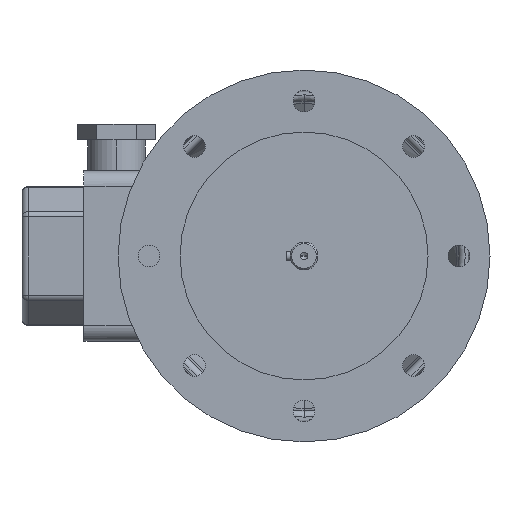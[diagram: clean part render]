
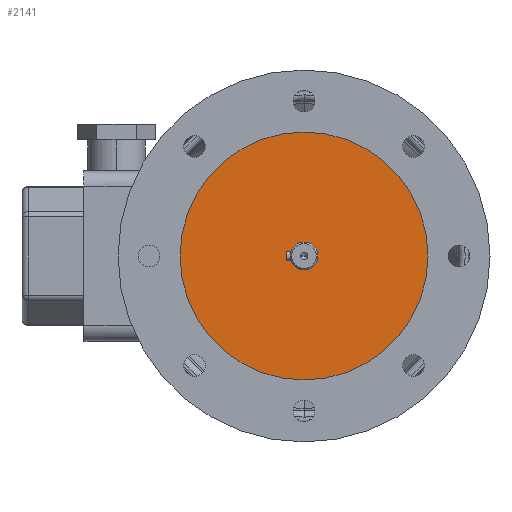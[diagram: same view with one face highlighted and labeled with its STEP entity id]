
A CAD part, left-side view. The second image highlights one B-rep face of the part: STEP entity #2141.
In plain terms, the highlighted face is planar.
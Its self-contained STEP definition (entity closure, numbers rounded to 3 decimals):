
#2058 = VERTEX_POINT ( 'NONE', #7195 ) ;
#2060 = EDGE_CURVE ( 'NONE', #2058, #2061, #7194, .T. ) ;
#2061 = VERTEX_POINT ( 'NONE', #7189 ) ;
#2135 = VERTEX_POINT ( 'NONE', #7263 ) ;
#2137 = EDGE_CURVE ( 'NONE', #2138, #2135, #7325, .T. ) ;
#2138 = VERTEX_POINT ( 'NONE', #7320 ) ;
#2141 = ADVANCED_FACE ( 'NONE', ( #7315, #7314 ), #7313, .F. ) ;
#2142 = EDGE_LOOP ( 'NONE', ( #2143, #2195 ) ) ;
#2143 = ORIENTED_EDGE ( 'NONE', *, *, #2137, .T. ) ;
#2195 = ORIENTED_EDGE ( 'NONE', *, *, #2196, .T. ) ;
#2196 = EDGE_CURVE ( 'NONE', #2135, #2138, #7419, .T. ) ;
#2197 = EDGE_LOOP ( 'NONE', ( #2198, #2200 ) ) ;
#2198 = ORIENTED_EDGE ( 'NONE', *, *, #2199, .F. ) ;
#2199 = EDGE_CURVE ( 'NONE', #2061, #2058, #7414, .T. ) ;
#2200 = ORIENTED_EDGE ( 'NONE', *, *, #2060, .F. ) ;
#7189 = CARTESIAN_POINT ( 'NONE',  ( 0., 23., -4.5 ) ) ;
#7190 = DIRECTION ( 'NONE',  ( 0., 0., -1. ) ) ;
#7191 = DIRECTION ( 'NONE',  ( 0., 1., 0. ) ) ;
#7192 = CARTESIAN_POINT ( 'NONE',  ( 0., 23., 0. ) ) ;
#7193 = AXIS2_PLACEMENT_3D ( 'NONE', #7192, #7191, #7190 ) ;
#7194 = CIRCLE ( 'NONE', #7193, 4.5 ) ;
#7195 = CARTESIAN_POINT ( 'NONE',  ( 0., 23., 4.5 ) ) ;
#7263 = CARTESIAN_POINT ( 'NONE',  ( 0., 23., -40. ) ) ;
#7309 = DIRECTION ( 'NONE',  ( 0., 0., -1. ) ) ;
#7310 = DIRECTION ( 'NONE',  ( 0., -1., 0. ) ) ;
#7311 = CARTESIAN_POINT ( 'NONE',  ( 0., 23., 0. ) ) ;
#7312 = AXIS2_PLACEMENT_3D ( 'NONE', #7311, #7310, #7309 ) ;
#7313 = PLANE ( 'NONE',  #7312 ) ;
#7314 = FACE_BOUND ( 'NONE', #2197, .T. ) ;
#7315 = FACE_OUTER_BOUND ( 'NONE', #2142, .T. ) ;
#7320 = CARTESIAN_POINT ( 'NONE',  ( 0., 23., 40. ) ) ;
#7321 = DIRECTION ( 'NONE',  ( 0., 0., 1. ) ) ;
#7322 = DIRECTION ( 'NONE',  ( 0., 1., 0. ) ) ;
#7323 = CARTESIAN_POINT ( 'NONE',  ( 0., 23., 0. ) ) ;
#7324 = AXIS2_PLACEMENT_3D ( 'NONE', #7323, #7322, #7321 ) ;
#7325 = CIRCLE ( 'NONE', #7324, 40. ) ;
#7410 = DIRECTION ( 'NONE',  ( 0., 0., -1. ) ) ;
#7411 = DIRECTION ( 'NONE',  ( 0., 1., 0. ) ) ;
#7412 = CARTESIAN_POINT ( 'NONE',  ( 0., 23., 0. ) ) ;
#7413 = AXIS2_PLACEMENT_3D ( 'NONE', #7412, #7411, #7410 ) ;
#7414 = CIRCLE ( 'NONE', #7413, 4.5 ) ;
#7415 = DIRECTION ( 'NONE',  ( 0., 0., 1. ) ) ;
#7416 = DIRECTION ( 'NONE',  ( 0., 1., 0. ) ) ;
#7417 = CARTESIAN_POINT ( 'NONE',  ( 0., 23., 0. ) ) ;
#7418 = AXIS2_PLACEMENT_3D ( 'NONE', #7417, #7416, #7415 ) ;
#7419 = CIRCLE ( 'NONE', #7418, 40. ) ;
